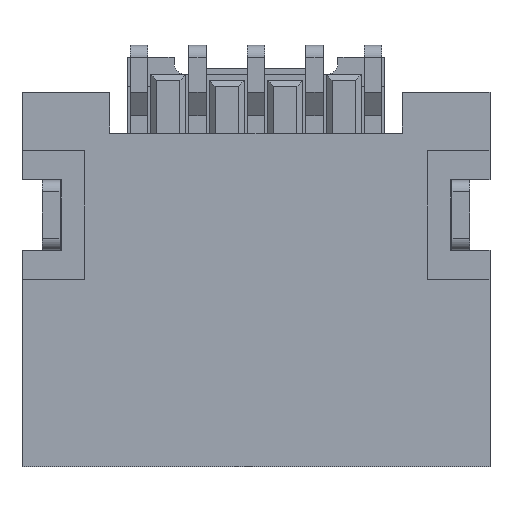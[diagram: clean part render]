
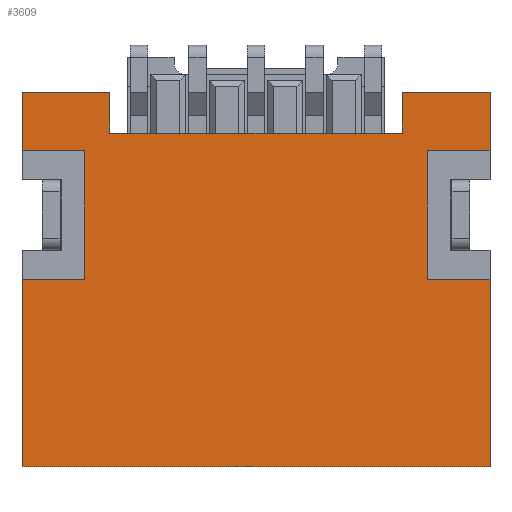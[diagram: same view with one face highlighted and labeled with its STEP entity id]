
A CAD part, front view. The second image highlights one B-rep face of the part: STEP entity #3609.
In plain terms, the highlighted planar face has unit normal (0, -1, 0).
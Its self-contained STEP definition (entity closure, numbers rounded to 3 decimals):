
#10=DIRECTION('',(0.,0.,-1.));
#11=VECTOR('',#10,1.6);
#12=CARTESIAN_POINT('',(-2.,0.,1.6));
#13=LINE('',#12,#11);
#50=DIRECTION('',(0.,0.,-1.));
#51=VECTOR('',#50,0.5);
#52=CARTESIAN_POINT('',(-2.,0.,3.2));
#53=LINE('',#52,#51);
#306=DIRECTION('',(0.,0.,-1.));
#307=VECTOR('',#306,1.6);
#308=CARTESIAN_POINT('',(2.,0.,1.6));
#309=LINE('',#308,#307);
#322=DIRECTION('',(0.,0.,-1.));
#323=VECTOR('',#322,0.5);
#324=CARTESIAN_POINT('',(2.,0.,3.2));
#325=LINE('',#324,#323);
#618=DIRECTION('',(1.,0.,0.));
#619=VECTOR('',#618,4.);
#620=CARTESIAN_POINT('',(-2.,0.,0.));
#621=LINE('',#620,#619);
#630=DIRECTION('',(1.,0.,0.));
#631=VECTOR('',#630,0.535);
#632=CARTESIAN_POINT('',(-2.,0.,1.6));
#633=LINE('',#632,#631);
#634=DIRECTION('',(0.,0.,1.));
#635=VECTOR('',#634,1.1);
#636=CARTESIAN_POINT('',(-1.465,0.,1.6));
#637=LINE('',#636,#635);
#638=DIRECTION('',(1.,0.,0.));
#639=VECTOR('',#638,0.535);
#640=CARTESIAN_POINT('',(-2.,0.,2.7));
#641=LINE('',#640,#639);
#642=DIRECTION('',(1.,0.,0.));
#643=VECTOR('',#642,0.75);
#644=CARTESIAN_POINT('',(-2.,0.,3.2));
#645=LINE('',#644,#643);
#646=DIRECTION('',(0.,0.,-1.));
#647=VECTOR('',#646,0.35);
#648=CARTESIAN_POINT('',(-1.25,0.,3.2));
#649=LINE('',#648,#647);
#650=DIRECTION('',(0.,0.,-1.));
#651=VECTOR('',#650,0.35);
#652=CARTESIAN_POINT('',(1.25,0.,3.2));
#653=LINE('',#652,#651);
#654=DIRECTION('',(1.,0.,0.));
#655=VECTOR('',#654,0.75);
#656=CARTESIAN_POINT('',(1.25,0.,3.2));
#657=LINE('',#656,#655);
#658=DIRECTION('',(-1.,0.,0.));
#659=VECTOR('',#658,0.535);
#660=CARTESIAN_POINT('',(2.,0.,2.7));
#661=LINE('',#660,#659);
#662=DIRECTION('',(0.,0.,-1.));
#663=VECTOR('',#662,1.1);
#664=CARTESIAN_POINT('',(1.465,0.,2.7));
#665=LINE('',#664,#663);
#666=DIRECTION('',(-1.,0.,0.));
#667=VECTOR('',#666,0.535);
#668=CARTESIAN_POINT('',(2.,0.,1.6));
#669=LINE('',#668,#667);
#1394=DIRECTION('',(-1.,0.,0.));
#1395=VECTOR('',#1394,2.5);
#1396=CARTESIAN_POINT('',(1.25,0.,2.85));
#1397=LINE('',#1396,#1395);
#2114=CARTESIAN_POINT('',(-2.,0.,0.));
#2116=VERTEX_POINT('',#2114);
#2119=CARTESIAN_POINT('',(-2.,0.,3.2));
#2121=VERTEX_POINT('',#2119);
#2122=CARTESIAN_POINT('',(2.,0.,0.));
#2124=VERTEX_POINT('',#2122);
#2127=CARTESIAN_POINT('',(2.,0.,3.2));
#2129=VERTEX_POINT('',#2127);
#2150=CARTESIAN_POINT('',(-1.25,0.,3.2));
#2151=CARTESIAN_POINT('',(-1.25,0.,2.85));
#2152=VERTEX_POINT('',#2150);
#2153=VERTEX_POINT('',#2151);
#2412=CARTESIAN_POINT('',(1.25,0.,3.2));
#2413=CARTESIAN_POINT('',(1.25,0.,2.85));
#2414=VERTEX_POINT('',#2412);
#2415=VERTEX_POINT('',#2413);
#2756=CARTESIAN_POINT('',(-2.,0.,1.6));
#2757=VERTEX_POINT('',#2756);
#2758=CARTESIAN_POINT('',(-2.,0.,2.7));
#2759=VERTEX_POINT('',#2758);
#2768=CARTESIAN_POINT('',(2.,0.,1.6));
#2769=VERTEX_POINT('',#2768);
#2770=CARTESIAN_POINT('',(2.,0.,2.7));
#2771=VERTEX_POINT('',#2770);
#2772=CARTESIAN_POINT('',(-1.465,0.,1.6));
#2773=VERTEX_POINT('',#2772);
#2774=CARTESIAN_POINT('',(-1.465,0.,2.7));
#2775=VERTEX_POINT('',#2774);
#2776=CARTESIAN_POINT('',(1.465,0.,1.6));
#2777=VERTEX_POINT('',#2776);
#2778=CARTESIAN_POINT('',(1.465,0.,2.7));
#2779=VERTEX_POINT('',#2778);
#3575=CARTESIAN_POINT('',(-2.,0.,3.2));
#3576=DIRECTION('',(0.,-1.,0.));
#3577=DIRECTION('',(0.,0.,-1.));
#3578=AXIS2_PLACEMENT_3D('',#3575,#3576,#3577);
#3579=PLANE('',#3578);
#3581=ORIENTED_EDGE('',*,*,#3580,.T.);
#3583=ORIENTED_EDGE('',*,*,#3582,.T.);
#3585=ORIENTED_EDGE('',*,*,#3584,.F.);
#3586=ORIENTED_EDGE('',*,*,#2825,.F.);
#3588=ORIENTED_EDGE('',*,*,#3587,.T.);
#3590=ORIENTED_EDGE('',*,*,#3589,.T.);
#3592=ORIENTED_EDGE('',*,*,#3591,.F.);
#3594=ORIENTED_EDGE('',*,*,#3593,.F.);
#3596=ORIENTED_EDGE('',*,*,#3595,.T.);
#3597=ORIENTED_EDGE('',*,*,#3072,.T.);
#3599=ORIENTED_EDGE('',*,*,#3598,.T.);
#3601=ORIENTED_EDGE('',*,*,#3600,.T.);
#3603=ORIENTED_EDGE('',*,*,#3602,.F.);
#3604=ORIENTED_EDGE('',*,*,#3057,.T.);
#3605=ORIENTED_EDGE('',*,*,#3558,.F.);
#3606=ORIENTED_EDGE('',*,*,#2797,.F.);
#3607=EDGE_LOOP('',(#3581,#3583,#3585,#3586,#3588,#3590,#3592,#3594,#3596,#3597,
#3599,#3601,#3603,#3604,#3605,#3606));
#3608=FACE_OUTER_BOUND('',#3607,.F.);
#3609=ADVANCED_FACE('',(#3608),#3579,.T.);
#2797=EDGE_CURVE('',#2757,#2116,#13,.T.);
#2825=EDGE_CURVE('',#2121,#2759,#53,.T.);
#3057=EDGE_CURVE('',#2769,#2124,#309,.T.);
#3072=EDGE_CURVE('',#2129,#2771,#325,.T.);
#3558=EDGE_CURVE('',#2116,#2124,#621,.T.);
#3580=EDGE_CURVE('',#2757,#2773,#633,.T.);
#3582=EDGE_CURVE('',#2773,#2775,#637,.T.);
#3584=EDGE_CURVE('',#2759,#2775,#641,.T.);
#3587=EDGE_CURVE('',#2121,#2152,#645,.T.);
#3589=EDGE_CURVE('',#2152,#2153,#649,.T.);
#3591=EDGE_CURVE('',#2415,#2153,#1397,.T.);
#3593=EDGE_CURVE('',#2414,#2415,#653,.T.);
#3595=EDGE_CURVE('',#2414,#2129,#657,.T.);
#3598=EDGE_CURVE('',#2771,#2779,#661,.T.);
#3600=EDGE_CURVE('',#2779,#2777,#665,.T.);
#3602=EDGE_CURVE('',#2769,#2777,#669,.T.);
